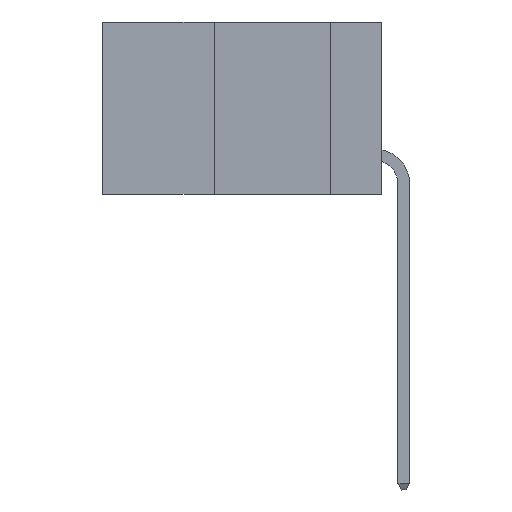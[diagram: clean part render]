
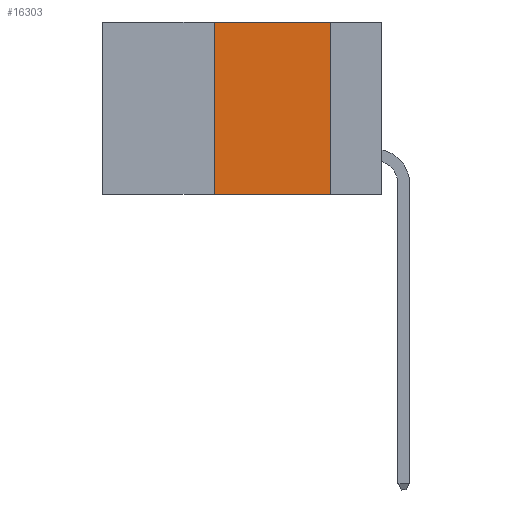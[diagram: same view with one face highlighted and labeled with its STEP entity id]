
A CAD part, left-side view. The second image highlights one B-rep face of the part: STEP entity #16303.
In plain terms, the highlighted planar face has unit normal (-1, 0, 0).
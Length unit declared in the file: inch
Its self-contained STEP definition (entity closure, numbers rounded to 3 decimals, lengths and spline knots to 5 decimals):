
#546 = EDGE_CURVE ( 'NONE', #17461, #11313, #16090, .T. ) ;
#3113 = AXIS2_PLACEMENT_3D ( 'NONE', #6235, #7970, #19644 ) ;
#3344 = VECTOR ( 'NONE', #20134, 39.37008 ) ;
#3394 = VECTOR ( 'NONE', #11328, 39.37008 ) ;
#4847 = CARTESIAN_POINT ( 'NONE',  ( 0., 0.11, 0. ) ) ;
#6235 = CARTESIAN_POINT ( 'NONE',  ( 0., 0.6, 0. ) ) ;
#6458 = EDGE_LOOP ( 'NONE', ( #11510, #19279, #21044, #6683 ) ) ;
#6683 = ORIENTED_EDGE ( 'NONE', *, *, #14729, .T. ) ;
#7970 = DIRECTION ( 'NONE',  ( 1., 0., 0. ) ) ;
#7977 = LINE ( 'NONE', #21219, #3394 ) ;
#9151 = VECTOR ( 'NONE', #17314, 39.37008 ) ;
#9882 = CARTESIAN_POINT ( 'NONE',  ( 0., 0.36, 0. ) ) ;
#11313 = VERTEX_POINT ( 'NONE', #19367 ) ;
#11328 = DIRECTION ( 'NONE',  ( 0., 0., 1. ) ) ;
#11510 = ORIENTED_EDGE ( 'NONE', *, *, #546, .F. ) ;
#11665 = CARTESIAN_POINT ( 'NONE',  ( 0., 0.36, -0.37 ) ) ;
#11746 = CARTESIAN_POINT ( 'NONE',  ( 0., 0.11, 0. ) ) ;
#12331 = FACE_OUTER_BOUND ( 'NONE', #6458, .T. ) ;
#12409 = LINE ( 'NONE', #15120, #3344 ) ;
#13092 = VERTEX_POINT ( 'NONE', #11665 ) ;
#13583 = LINE ( 'NONE', #20547, #9151 ) ;
#14729 = EDGE_CURVE ( 'NONE', #13092, #11313, #12409, .T. ) ;
#14946 = DIRECTION ( 'NONE',  ( 0., 0., -1. ) ) ;
#15120 = CARTESIAN_POINT ( 'NONE',  ( 0., 0.6, -0.37 ) ) ;
#15575 = VECTOR ( 'NONE', #14946, 39.37008 ) ;
#16090 = LINE ( 'NONE', #11746, #15575 ) ;
#16299 = PLANE ( 'NONE',  #3113 ) ;
#16303 = ADVANCED_FACE ( 'NONE', ( #12331 ), #16299, .F. ) ;
#17314 = DIRECTION ( 'NONE',  ( 0., -1., 0. ) ) ;
#17461 = VERTEX_POINT ( 'NONE', #4847 ) ;
#19030 = EDGE_CURVE ( 'NONE', #20894, #17461, #13583, .T. ) ;
#19279 = ORIENTED_EDGE ( 'NONE', *, *, #19030, .F. ) ;
#19367 = CARTESIAN_POINT ( 'NONE',  ( 0., 0.11, -0.37 ) ) ;
#19644 = DIRECTION ( 'NONE',  ( 0., 0., -1. ) ) ;
#20134 = DIRECTION ( 'NONE',  ( 0., -1., 0. ) ) ;
#20547 = CARTESIAN_POINT ( 'NONE',  ( 0., 0.6, 0. ) ) ;
#20894 = VERTEX_POINT ( 'NONE', #9882 ) ;
#21044 = ORIENTED_EDGE ( 'NONE', *, *, #21386, .F. ) ;
#21219 = CARTESIAN_POINT ( 'NONE',  ( 0., 0.36, 0. ) ) ;
#21386 = EDGE_CURVE ( 'NONE', #13092, #20894, #7977, .T. ) ;
